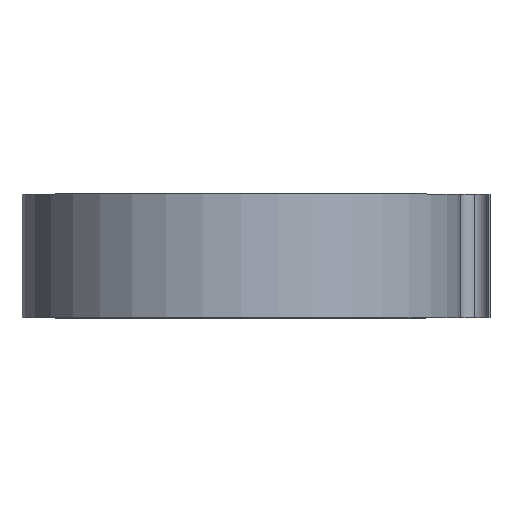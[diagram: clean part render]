
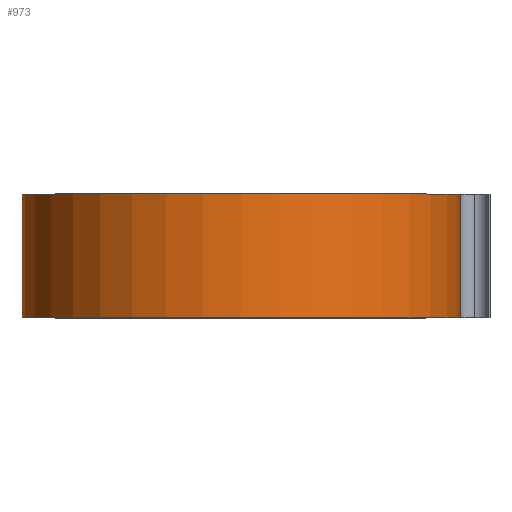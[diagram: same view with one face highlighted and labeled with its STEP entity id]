
A CAD part, top view. The second image highlights one B-rep face of the part: STEP entity #973.
In plain terms, the highlighted cylindrical face has radius 39 mm (diameter 78 mm), a partial arc.
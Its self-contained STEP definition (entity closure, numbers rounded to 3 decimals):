
#239 = CARTESIAN_POINT ( 'NONE',  ( 39., 0., 0. ) ) ;
#499 = EDGE_CURVE ( 'NONE', #4912, #2781, #5979, .T. ) ;
#895 = DIRECTION ( 'NONE',  ( 0., 0., -1. ) ) ;
#973 = ADVANCED_FACE ( 'NONE', ( #3342 ), #4999, .T. ) ;
#1121 = DIRECTION ( 'NONE',  ( 1., 0., 0. ) ) ;
#1266 = EDGE_LOOP ( 'NONE', ( #6120, #4445, #3143, #1856 ) ) ;
#1286 = AXIS2_PLACEMENT_3D ( 'NONE', #1674, #3899, #1121 ) ;
#1377 = DIRECTION ( 'NONE',  ( 0., -1., 0. ) ) ;
#1394 = EDGE_CURVE ( 'NONE', #3463, #3573, #5101, .T. ) ;
#1490 = VECTOR ( 'NONE', #1377, 1000. ) ;
#1674 = CARTESIAN_POINT ( 'NONE',  ( 0., 0., 0. ) ) ;
#1689 = LINE ( 'NONE', #4848, #2765 ) ;
#1856 = ORIENTED_EDGE ( 'NONE', *, *, #5418, .T. ) ;
#1994 = CARTESIAN_POINT ( 'NONE',  ( 0., 22., 0. ) ) ;
#2326 = CARTESIAN_POINT ( 'NONE',  ( 39., 22., 0. ) ) ;
#2765 = VECTOR ( 'NONE', #2852, 1000. ) ;
#2781 = VERTEX_POINT ( 'NONE', #239 ) ;
#2852 = DIRECTION ( 'NONE',  ( 0., -1., 0. ) ) ;
#3143 = ORIENTED_EDGE ( 'NONE', *, *, #1394, .F. ) ;
#3165 = EDGE_CURVE ( 'NONE', #3573, #2781, #3474, .T. ) ;
#3179 = DIRECTION ( 'NONE',  ( 0., 1., 0. ) ) ;
#3342 = FACE_OUTER_BOUND ( 'NONE', #1266, .T. ) ;
#3416 = AXIS2_PLACEMENT_3D ( 'NONE', #1994, #3179, #6299 ) ;
#3463 = VERTEX_POINT ( 'NONE', #3567 ) ;
#3474 = LINE ( 'NONE', #2326, #1490 ) ;
#3567 = CARTESIAN_POINT ( 'NONE',  ( -39., 22., 0. ) ) ;
#3573 = VERTEX_POINT ( 'NONE', #6436 ) ;
#3899 = DIRECTION ( 'NONE',  ( 0., 1., 0. ) ) ;
#4445 = ORIENTED_EDGE ( 'NONE', *, *, #3165, .F. ) ;
#4800 = CARTESIAN_POINT ( 'NONE',  ( -39., 0., 0. ) ) ;
#4848 = CARTESIAN_POINT ( 'NONE',  ( -39., 22., 0. ) ) ;
#4912 = VERTEX_POINT ( 'NONE', #4800 ) ;
#4999 = CYLINDRICAL_SURFACE ( 'NONE', #5432, 39. ) ;
#5101 = CIRCLE ( 'NONE', #3416, 39. ) ;
#5418 = EDGE_CURVE ( 'NONE', #3463, #4912, #1689, .T. ) ;
#5432 = AXIS2_PLACEMENT_3D ( 'NONE', #6599, #5755, #895 ) ;
#5755 = DIRECTION ( 'NONE',  ( 0., -1., 0. ) ) ;
#5979 = CIRCLE ( 'NONE', #1286, 39. ) ;
#6120 = ORIENTED_EDGE ( 'NONE', *, *, #499, .T. ) ;
#6299 = DIRECTION ( 'NONE',  ( 1., 0., 0. ) ) ;
#6436 = CARTESIAN_POINT ( 'NONE',  ( 39., 22., 0. ) ) ;
#6599 = CARTESIAN_POINT ( 'NONE',  ( 0., 22., 0. ) ) ;
